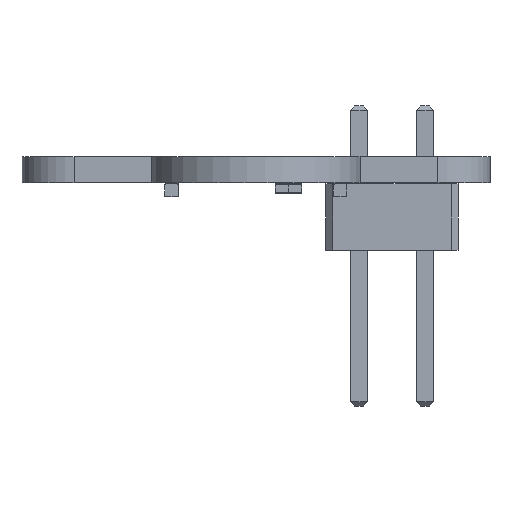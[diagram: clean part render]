
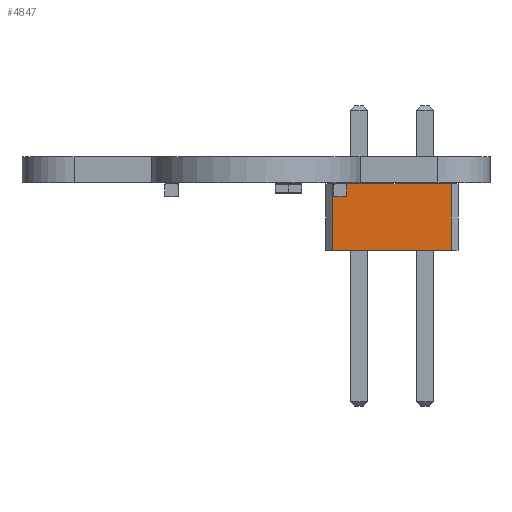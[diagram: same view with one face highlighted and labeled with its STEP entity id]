
A CAD part, left-side view. The second image highlights one B-rep face of the part: STEP entity #4847.
In plain terms, the highlighted face is planar.
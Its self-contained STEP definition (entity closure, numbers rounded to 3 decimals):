
#144 = PLANE('',#145);
#145 = AXIS2_PLACEMENT_3D('',#146,#147,#148);
#146 = CARTESIAN_POINT('',(1.27,-5.08,2.54));
#147 = DIRECTION('',(0.,0.,1.));
#148 = DIRECTION('',(1.,0.,-0.));
#198 = PLANE('',#199);
#199 = AXIS2_PLACEMENT_3D('',#200,#201,#202);
#200 = CARTESIAN_POINT('',(1.27,-5.08,0.));
#201 = DIRECTION('',(0.,0.,1.));
#202 = DIRECTION('',(1.,0.,-0.));
#699 = VERTEX_POINT('',#700);
#700 = CARTESIAN_POINT('',(-1.016,-11.43,0.));
#714 = PLANE('',#715);
#715 = AXIS2_PLACEMENT_3D('',#716,#717,#718);
#716 = CARTESIAN_POINT('',(-1.27,-11.176,0.));
#717 = DIRECTION('',(0.707,0.707,0.));
#718 = DIRECTION('',(0.707,-0.707,0.));
#726 = EDGE_CURVE('',#699,#727,#729,.T.);
#727 = VERTEX_POINT('',#728);
#728 = CARTESIAN_POINT('',(3.556,-11.43,0.));
#729 = SURFACE_CURVE('',#730,(#734,#741),.PCURVE_S1.);
#730 = LINE('',#731,#732);
#731 = CARTESIAN_POINT('',(-1.016,-11.43,0.));
#732 = VECTOR('',#733,1.);
#733 = DIRECTION('',(1.,0.,0.));
#734 = PCURVE('',#198,#735);
#735 = DEFINITIONAL_REPRESENTATION('',(#736),#740);
#736 = LINE('',#737,#738);
#737 = CARTESIAN_POINT('',(-2.286,-6.35));
#738 = VECTOR('',#739,1.);
#739 = DIRECTION('',(1.,0.));
#740 = ( GEOMETRIC_REPRESENTATION_CONTEXT(2) 
PARAMETRIC_REPRESENTATION_CONTEXT() REPRESENTATION_CONTEXT('2D SPACE',''
  ) );
#741 = PCURVE('',#742,#747);
#742 = PLANE('',#743);
#743 = AXIS2_PLACEMENT_3D('',#744,#745,#746);
#744 = CARTESIAN_POINT('',(-1.016,-11.43,0.));
#745 = DIRECTION('',(0.,1.,0.));
#746 = DIRECTION('',(1.,0.,0.));
#747 = DEFINITIONAL_REPRESENTATION('',(#748),#752);
#748 = LINE('',#749,#750);
#749 = CARTESIAN_POINT('',(0.,0.));
#750 = VECTOR('',#751,1.);
#751 = DIRECTION('',(1.,0.));
#752 = ( GEOMETRIC_REPRESENTATION_CONTEXT(2) 
PARAMETRIC_REPRESENTATION_CONTEXT() REPRESENTATION_CONTEXT('2D SPACE',''
  ) );
#770 = PLANE('',#771);
#771 = AXIS2_PLACEMENT_3D('',#772,#773,#774);
#772 = CARTESIAN_POINT('',(3.556,-11.43,0.));
#773 = DIRECTION('',(-0.707,0.707,0.));
#774 = DIRECTION('',(0.707,0.707,0.));
#2590 = VERTEX_POINT('',#2591);
#2591 = CARTESIAN_POINT('',(-1.016,-11.43,2.54));
#2612 = EDGE_CURVE('',#2590,#2613,#2615,.T.);
#2613 = VERTEX_POINT('',#2614);
#2614 = CARTESIAN_POINT('',(3.556,-11.43,2.54));
#2615 = SURFACE_CURVE('',#2616,(#2620,#2627),.PCURVE_S1.);
#2616 = LINE('',#2617,#2618);
#2617 = CARTESIAN_POINT('',(-1.016,-11.43,2.54));
#2618 = VECTOR('',#2619,1.);
#2619 = DIRECTION('',(1.,0.,0.));
#2620 = PCURVE('',#144,#2621);
#2621 = DEFINITIONAL_REPRESENTATION('',(#2622),#2626);
#2622 = LINE('',#2623,#2624);
#2623 = CARTESIAN_POINT('',(-2.286,-6.35));
#2624 = VECTOR('',#2625,1.);
#2625 = DIRECTION('',(1.,0.));
#2626 = ( GEOMETRIC_REPRESENTATION_CONTEXT(2) 
PARAMETRIC_REPRESENTATION_CONTEXT() REPRESENTATION_CONTEXT('2D SPACE',''
  ) );
#2627 = PCURVE('',#742,#2628);
#2628 = DEFINITIONAL_REPRESENTATION('',(#2629),#2633);
#2629 = LINE('',#2630,#2631);
#2630 = CARTESIAN_POINT('',(0.,-2.54));
#2631 = VECTOR('',#2632,1.);
#2632 = DIRECTION('',(1.,0.));
#2633 = ( GEOMETRIC_REPRESENTATION_CONTEXT(2) 
PARAMETRIC_REPRESENTATION_CONTEXT() REPRESENTATION_CONTEXT('2D SPACE',''
  ) );
#4799 = EDGE_CURVE('',#699,#2590,#4800,.T.);
#4800 = SURFACE_CURVE('',#4801,(#4805,#4812),.PCURVE_S1.);
#4801 = LINE('',#4802,#4803);
#4802 = CARTESIAN_POINT('',(-1.016,-11.43,0.));
#4803 = VECTOR('',#4804,1.);
#4804 = DIRECTION('',(0.,0.,1.));
#4805 = PCURVE('',#714,#4806);
#4806 = DEFINITIONAL_REPRESENTATION('',(#4807),#4811);
#4807 = LINE('',#4808,#4809);
#4808 = CARTESIAN_POINT('',(0.359,0.));
#4809 = VECTOR('',#4810,1.);
#4810 = DIRECTION('',(0.,-1.));
#4811 = ( GEOMETRIC_REPRESENTATION_CONTEXT(2) 
PARAMETRIC_REPRESENTATION_CONTEXT() REPRESENTATION_CONTEXT('2D SPACE',''
  ) );
#4812 = PCURVE('',#742,#4813);
#4813 = DEFINITIONAL_REPRESENTATION('',(#4814),#4818);
#4814 = LINE('',#4815,#4816);
#4815 = CARTESIAN_POINT('',(0.,0.));
#4816 = VECTOR('',#4817,1.);
#4817 = DIRECTION('',(0.,-1.));
#4818 = ( GEOMETRIC_REPRESENTATION_CONTEXT(2) 
PARAMETRIC_REPRESENTATION_CONTEXT() REPRESENTATION_CONTEXT('2D SPACE',''
  ) );
#4847 = ADVANCED_FACE('',(#4848),#742,.F.);
#4848 = FACE_BOUND('',#4849,.F.);
#4849 = EDGE_LOOP('',(#4850,#4851,#4852,#4873));
#4850 = ORIENTED_EDGE('',*,*,#4799,.T.);
#4851 = ORIENTED_EDGE('',*,*,#2612,.T.);
#4852 = ORIENTED_EDGE('',*,*,#4853,.F.);
#4853 = EDGE_CURVE('',#727,#2613,#4854,.T.);
#4854 = SURFACE_CURVE('',#4855,(#4859,#4866),.PCURVE_S1.);
#4855 = LINE('',#4856,#4857);
#4856 = CARTESIAN_POINT('',(3.556,-11.43,0.));
#4857 = VECTOR('',#4858,1.);
#4858 = DIRECTION('',(0.,0.,1.));
#4859 = PCURVE('',#742,#4860);
#4860 = DEFINITIONAL_REPRESENTATION('',(#4861),#4865);
#4861 = LINE('',#4862,#4863);
#4862 = CARTESIAN_POINT('',(4.572,0.));
#4863 = VECTOR('',#4864,1.);
#4864 = DIRECTION('',(0.,-1.));
#4865 = ( GEOMETRIC_REPRESENTATION_CONTEXT(2) 
PARAMETRIC_REPRESENTATION_CONTEXT() REPRESENTATION_CONTEXT('2D SPACE',''
  ) );
#4866 = PCURVE('',#770,#4867);
#4867 = DEFINITIONAL_REPRESENTATION('',(#4868),#4872);
#4868 = LINE('',#4869,#4870);
#4869 = CARTESIAN_POINT('',(0.,0.));
#4870 = VECTOR('',#4871,1.);
#4871 = DIRECTION('',(0.,-1.));
#4872 = ( GEOMETRIC_REPRESENTATION_CONTEXT(2) 
PARAMETRIC_REPRESENTATION_CONTEXT() REPRESENTATION_CONTEXT('2D SPACE',''
  ) );
#4873 = ORIENTED_EDGE('',*,*,#726,.F.);
